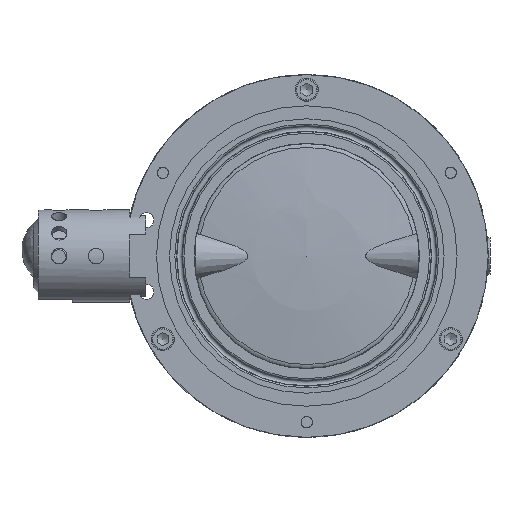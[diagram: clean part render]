
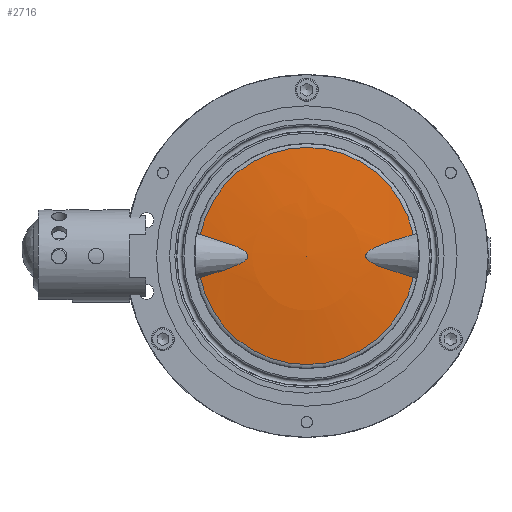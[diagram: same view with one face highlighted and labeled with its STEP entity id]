
A CAD part, left-side view. The second image highlights one B-rep face of the part: STEP entity #2716.
In plain terms, the highlighted spherical face has radius 346.997 mm.
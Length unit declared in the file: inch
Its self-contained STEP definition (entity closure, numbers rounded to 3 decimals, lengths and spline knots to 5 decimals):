
#75=SPHERICAL_SURFACE('',#3091,13.66131);
#297=FACE_OUTER_BOUND('',#454,.T.);
#454=EDGE_LOOP('',(#2029,#2030,#2031,#2032,#2033,#2034,#2035));
#642=CIRCLE('',#3072,1.85228);
#643=CIRCLE('',#3073,1.85228);
#652=CIRCLE('',#3092,1.85228);
#653=CIRCLE('',#3093,13.66131);
#1099=B_SPLINE_CURVE_WITH_KNOTS('',3,(#4723,#4724,#4725,#4726,#4727,#4728,
#4729,#4730,#4731,#4732,#4733,#4734,#4735,#4736,#4737,#4738,#4739,#4740,
#4741,#4742,#4743,#4744,#4745,#4746,#4747,#4748,#4749,#4750,#4751,#4752,
#4753,#4754,#4755,#4756),.UNSPECIFIED.,.F.,.F.,(4,2,2,2,2,2,2,2,2,2,2,2,
2,2,2,2,4),(1.08494,1.48808,2.23212,2.60414,
2.79015,2.97616,3.1463,3.23136,3.31643,
3.4015,3.48657,3.65671,3.84272,4.02873,
4.40075,5.14479,5.54793),.UNSPECIFIED.);
#1100=B_SPLINE_CURVE_WITH_KNOTS('',3,(#4772,#4773,#4774,#4775,#4776,#4777,
#4778,#4779,#4780,#4781,#4782,#4783,#4784,#4785,#4786,#4787,#4788,#4789,
#4790,#4791,#4792,#4793,#4794,#4795,#4796,#4797,#4798,#4799,#4800,#4801,
#4802,#4803,#4804,#4805),.UNSPECIFIED.,.F.,.F.,(4,2,2,2,2,2,2,2,2,2,2,2,
2,2,2,2,4),(1.08494,1.48808,2.23212,2.60414,
2.79015,2.97616,3.1463,3.23136,3.31643,
3.4015,3.48657,3.65671,3.84272,4.02873,
4.40075,5.14479,5.54793),.UNSPECIFIED.);
#1199=VERTEX_POINT('',#4686);
#1200=VERTEX_POINT('',#4697);
#1201=VERTEX_POINT('',#4699);
#1202=VERTEX_POINT('',#4712);
#1207=VERTEX_POINT('',#4771);
#1211=VERTEX_POINT('',#4916);
#1510=EDGE_CURVE('',#1199,#1200,#642,.T.);
#1511=EDGE_CURVE('',#1200,#1201,#643,.T.);
#1514=EDGE_CURVE('',#1199,#1202,#1099,.T.);
#1522=EDGE_CURVE('',#1207,#1201,#1100,.T.);
#1530=EDGE_CURVE('',#1207,#1202,#652,.T.);
#1531=EDGE_CURVE('',#1211,#1200,#653,.T.);
#2029=ORIENTED_EDGE('',*,*,#1514,.T.);
#2030=ORIENTED_EDGE('',*,*,#1530,.F.);
#2031=ORIENTED_EDGE('',*,*,#1522,.T.);
#2032=ORIENTED_EDGE('',*,*,#1511,.F.);
#2033=ORIENTED_EDGE('',*,*,#1531,.F.);
#2034=ORIENTED_EDGE('',*,*,#1531,.T.);
#2035=ORIENTED_EDGE('',*,*,#1510,.F.);
#2716=ADVANCED_FACE('',(#297),#75,.T.);
#3072=AXIS2_PLACEMENT_3D('',#4698,#3533,#3534);
#3073=AXIS2_PLACEMENT_3D('',#4700,#3535,#3536);
#3091=AXIS2_PLACEMENT_3D('',#4914,#3572,#3573);
#3092=AXIS2_PLACEMENT_3D('',#4915,#3574,#3575);
#3093=AXIS2_PLACEMENT_3D('',#4917,#3576,#3577);
#3533=DIRECTION('center_axis',(0.,0.,-1.));
#3534=DIRECTION('ref_axis',(1.,0.,0.));
#3535=DIRECTION('center_axis',(0.,0.,-1.));
#3536=DIRECTION('ref_axis',(1.,0.,0.));
#3572=DIRECTION('center_axis',(0.,0.,1.));
#3573=DIRECTION('ref_axis',(1.,0.,0.));
#3574=DIRECTION('center_axis',(0.,0.,-1.));
#3575=DIRECTION('ref_axis',(1.,0.,0.));
#3576=DIRECTION('center_axis',(0.,-1.,0.));
#3577=DIRECTION('ref_axis',(-1.,0.,0.));
#4686=CARTESIAN_POINT('',(-0.36429,-1.81611,0.12385));
#4697=CARTESIAN_POINT('',(-1.85228,0.,0.12385));
#4698=CARTESIAN_POINT('Origin',(0.,0.,0.12385));
#4699=CARTESIAN_POINT('',(-0.36429,1.81611,0.12385));
#4700=CARTESIAN_POINT('Origin',(0.,0.,0.12385));
#4712=CARTESIAN_POINT('',(0.36429,-1.81611,0.12385));
#4723=CARTESIAN_POINT('Ctrl Pts',(-0.36429,-1.81611,0.12385));
#4724=CARTESIAN_POINT('Ctrl Pts',(-0.34942,-1.7614,
0.13159));
#4725=CARTESIAN_POINT('Ctrl Pts',(-0.33402,-1.70653,
0.139));
#4726=CARTESIAN_POINT('Ctrl Pts',(-0.28862,-1.55116,
0.159));
#4727=CARTESIAN_POINT('Ctrl Pts',(-0.25754,-1.45149,
0.17062));
#4728=CARTESIAN_POINT('Ctrl Pts',(-0.20606,-1.30774,
0.1858));
#4729=CARTESIAN_POINT('Ctrl Pts',(-0.18811,-1.26084,
0.19048));
#4730=CARTESIAN_POINT('Ctrl Pts',(-0.15861,-1.19276,
0.19693));
#4731=CARTESIAN_POINT('Ctrl Pts',(-0.14833,-1.17045,
0.19898));
#4732=CARTESIAN_POINT('Ctrl Pts',(-0.12627,-1.12688,
0.20288));
#4733=CARTESIAN_POINT('Ctrl Pts',(-0.11452,-1.1056,
0.20473));
#4734=CARTESIAN_POINT('Ctrl Pts',(-0.08901,-1.06658,
0.20803));
#4735=CARTESIAN_POINT('Ctrl Pts',(-0.07442,-1.04707,
0.20963));
#4736=CARTESIAN_POINT('Ctrl Pts',(-0.0493,-1.02417,
0.21147));
#4737=CARTESIAN_POINT('Ctrl Pts',(-0.04041,-1.01763,
0.21199));
#4738=CARTESIAN_POINT('Ctrl Pts',(-0.02134,-1.00816,
0.21274));
#4739=CARTESIAN_POINT('Ctrl Pts',(-0.01116,-1.00521,
0.21297));
#4740=CARTESIAN_POINT('Ctrl Pts',(0.01116,-1.00521,
0.21297));
#4741=CARTESIAN_POINT('Ctrl Pts',(0.02134,-1.00816,
0.21274));
#4742=CARTESIAN_POINT('Ctrl Pts',(0.04041,-1.01763,
0.21199));
#4743=CARTESIAN_POINT('Ctrl Pts',(0.0493,-1.02417,
0.21147));
#4744=CARTESIAN_POINT('Ctrl Pts',(0.07442,-1.04707,
0.20963));
#4745=CARTESIAN_POINT('Ctrl Pts',(0.08901,-1.06658,
0.20803));
#4746=CARTESIAN_POINT('Ctrl Pts',(0.11452,-1.1056,0.20473));
#4747=CARTESIAN_POINT('Ctrl Pts',(0.12627,-1.12688,0.20288));
#4748=CARTESIAN_POINT('Ctrl Pts',(0.14833,-1.17045,0.19898));
#4749=CARTESIAN_POINT('Ctrl Pts',(0.15861,-1.19276,0.19693));
#4750=CARTESIAN_POINT('Ctrl Pts',(0.18811,-1.26084,0.19048));
#4751=CARTESIAN_POINT('Ctrl Pts',(0.20606,-1.30774,0.1858));
#4752=CARTESIAN_POINT('Ctrl Pts',(0.25754,-1.45149,0.17062));
#4753=CARTESIAN_POINT('Ctrl Pts',(0.28862,-1.55116,0.159));
#4754=CARTESIAN_POINT('Ctrl Pts',(0.33402,-1.70653,0.139));
#4755=CARTESIAN_POINT('Ctrl Pts',(0.34942,-1.7614,0.13159));
#4756=CARTESIAN_POINT('Ctrl Pts',(0.36429,-1.81611,0.12385));
#4771=CARTESIAN_POINT('',(0.36429,1.81611,0.12385));
#4772=CARTESIAN_POINT('Ctrl Pts',(0.36429,1.81611,0.12385));
#4773=CARTESIAN_POINT('Ctrl Pts',(0.34942,1.7614,0.13159));
#4774=CARTESIAN_POINT('Ctrl Pts',(0.33402,1.70653,0.139));
#4775=CARTESIAN_POINT('Ctrl Pts',(0.28862,1.55116,0.159));
#4776=CARTESIAN_POINT('Ctrl Pts',(0.25754,1.45149,0.17062));
#4777=CARTESIAN_POINT('Ctrl Pts',(0.20606,1.30774,0.1858));
#4778=CARTESIAN_POINT('Ctrl Pts',(0.18811,1.26084,0.19048));
#4779=CARTESIAN_POINT('Ctrl Pts',(0.15861,1.19276,0.19693));
#4780=CARTESIAN_POINT('Ctrl Pts',(0.14833,1.17045,0.19898));
#4781=CARTESIAN_POINT('Ctrl Pts',(0.12627,1.12688,0.20288));
#4782=CARTESIAN_POINT('Ctrl Pts',(0.11452,1.1056,0.20473));
#4783=CARTESIAN_POINT('Ctrl Pts',(0.08901,1.06658,0.20803));
#4784=CARTESIAN_POINT('Ctrl Pts',(0.07442,1.04707,0.20963));
#4785=CARTESIAN_POINT('Ctrl Pts',(0.0493,1.02417,0.21147));
#4786=CARTESIAN_POINT('Ctrl Pts',(0.04041,1.01763,0.21199));
#4787=CARTESIAN_POINT('Ctrl Pts',(0.02134,1.00816,0.21274));
#4788=CARTESIAN_POINT('Ctrl Pts',(0.01116,1.00521,0.21297));
#4789=CARTESIAN_POINT('Ctrl Pts',(-0.01116,1.00521,
0.21297));
#4790=CARTESIAN_POINT('Ctrl Pts',(-0.02134,1.00816,
0.21274));
#4791=CARTESIAN_POINT('Ctrl Pts',(-0.04041,1.01763,
0.21199));
#4792=CARTESIAN_POINT('Ctrl Pts',(-0.0493,1.02417,
0.21147));
#4793=CARTESIAN_POINT('Ctrl Pts',(-0.07442,1.04707,
0.20963));
#4794=CARTESIAN_POINT('Ctrl Pts',(-0.08901,1.06658,
0.20803));
#4795=CARTESIAN_POINT('Ctrl Pts',(-0.11452,1.1056,0.20473));
#4796=CARTESIAN_POINT('Ctrl Pts',(-0.12627,1.12688,0.20288));
#4797=CARTESIAN_POINT('Ctrl Pts',(-0.14833,1.17045,0.19898));
#4798=CARTESIAN_POINT('Ctrl Pts',(-0.15861,1.19276,0.19693));
#4799=CARTESIAN_POINT('Ctrl Pts',(-0.18811,1.26084,0.19048));
#4800=CARTESIAN_POINT('Ctrl Pts',(-0.20606,1.30774,0.1858));
#4801=CARTESIAN_POINT('Ctrl Pts',(-0.25754,1.45149,0.17062));
#4802=CARTESIAN_POINT('Ctrl Pts',(-0.28862,1.55116,0.159));
#4803=CARTESIAN_POINT('Ctrl Pts',(-0.33402,1.70653,0.139));
#4804=CARTESIAN_POINT('Ctrl Pts',(-0.34942,1.7614,0.13159));
#4805=CARTESIAN_POINT('Ctrl Pts',(-0.36429,1.81611,0.12385));
#4914=CARTESIAN_POINT('Origin',(0.,0.,-13.41131));
#4915=CARTESIAN_POINT('Origin',(0.,0.,0.12385));
#4916=CARTESIAN_POINT('',(0.,0.,0.25));
#4917=CARTESIAN_POINT('Origin',(0.,0.,-13.41131));
